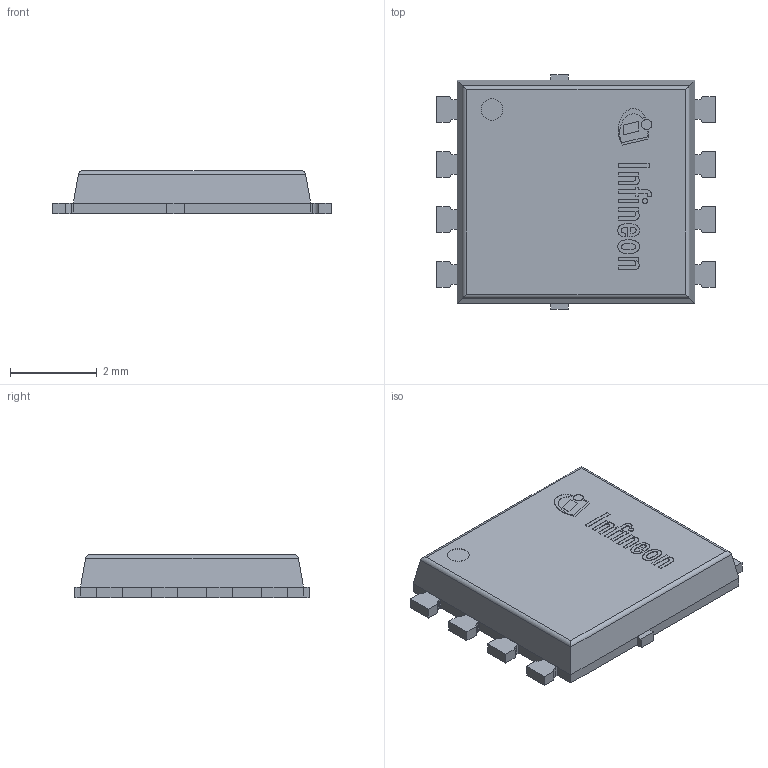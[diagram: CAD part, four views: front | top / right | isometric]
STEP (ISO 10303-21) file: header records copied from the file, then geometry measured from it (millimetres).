
FILE_DESCRIPTION(/* description */ (''),/* implementation_level */ '2;1');
FILE_NAME(/* name */ 'PG-TDSON-8-43_Z8B00173969_V02_3D.stp',/* time_stamp */ '2019-01-03T16:46:59+05:00',/* author */ ('janartha'),/* organization */ (''),/* preprocessor_version */ 'ST-DEVELOPER v16.13',/* originating_system */ 'AutoCAD Mechanical',/* authorisation */ '');
FILE_SCHEMA (('AUTOMOTIVE_DESIGN { 1 0 10303 214 3 1 1 }'));
Length unit declared in the file: millimetre
Products named in the file (1): Product
Bounding box: 6.44 x 5.41 x 1.01 mm (x, y, z)
Volume: 31.5 mm3; surface area: 183.7 mm2
Topology: 28 solids, 28 shells, 404 faces, 1038 edges, 691 vertices
Faces by surface type: plane 250, cylinder 154
Full cylindrical faces by diameter (mm): 0.114 x1, 0.234 x1, 0.5 x2
Entity records: 12296 total; most frequent: DIRECTION 2147, CARTESIAN_POINT 2128, ORIENTED_EDGE 2066, EDGE_CURVE 1033, LINE 729, VECTOR 729, AXIS2_PLACEMENT_3D 709, VERTEX_POINT 690
